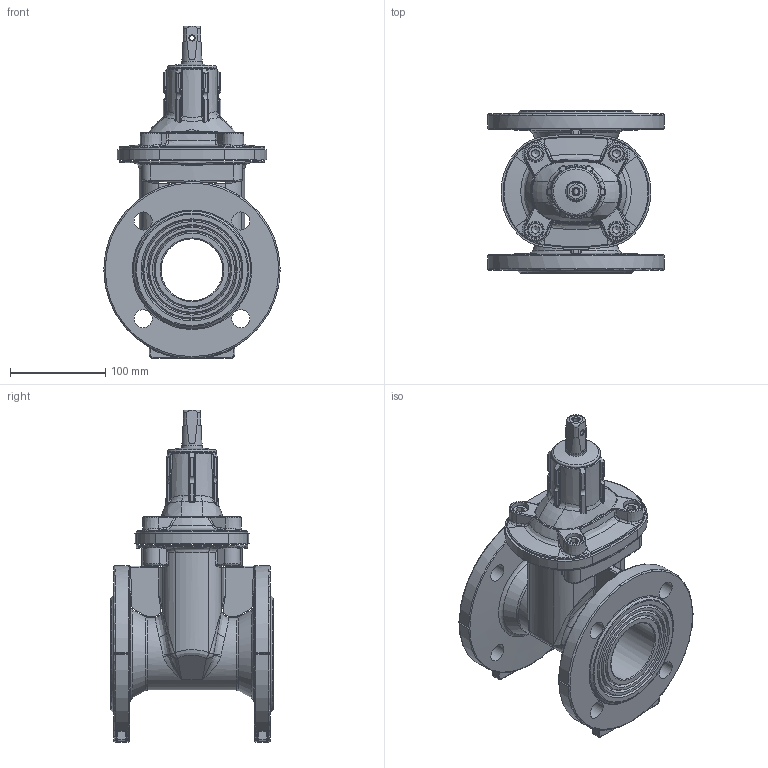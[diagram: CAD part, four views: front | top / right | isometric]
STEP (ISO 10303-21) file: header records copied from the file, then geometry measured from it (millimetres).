
FILE_DESCRIPTION (( 'STEP AP203' ), '1' );
FILE_NAME ('Gate valve DN 65 LUNA.STEP', '2016-12-15T11:36:46', ( '' ), ( '' ), 'SwSTEP 2.0', 'SolidWorks 2015', '' );
FILE_SCHEMA (( 'CONFIG_CONTROL_DESIGN' ));
Products named in the file (1): Gate valve DN 65  LUNA
Bounding box: 184.99 x 170 x 348.35 mm (x, y, z)
Surface area: 263800 mm2 (no closed solid volume)
Topology: 0 solids, 13 shells, 702 faces, 1876 edges, 1155 vertices
Faces by surface type: bspline 278, cylinder 147, plane 141, torus 80, cone 52, sphere 4
Full cylindrical faces by diameter (mm): 5 x1, 6.5 x1, 18 x4, 19 x8, 21.6 x1, 22 x1, 51 x1, 65 x1
Entity records: 33606 total; most frequent: CARTESIAN_POINT 19214, ORIENTED_EDGE 3294, DIRECTION 2378, EDGE_CURVE 1773, VERTEX_POINT 1129, AXIS2_PLACEMENT_3D 1012, EDGE_LOOP 798, FACE_OUTER_BOUND 736
